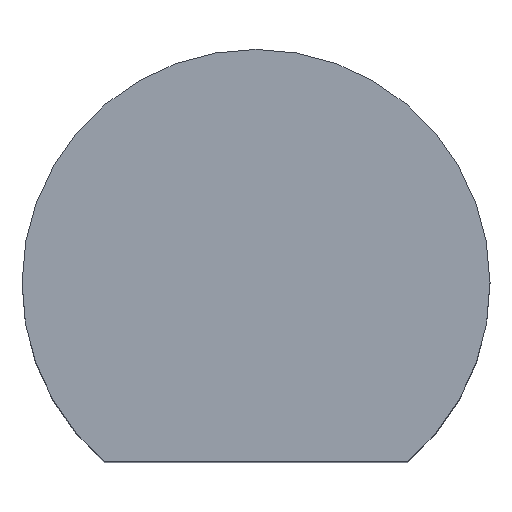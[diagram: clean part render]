
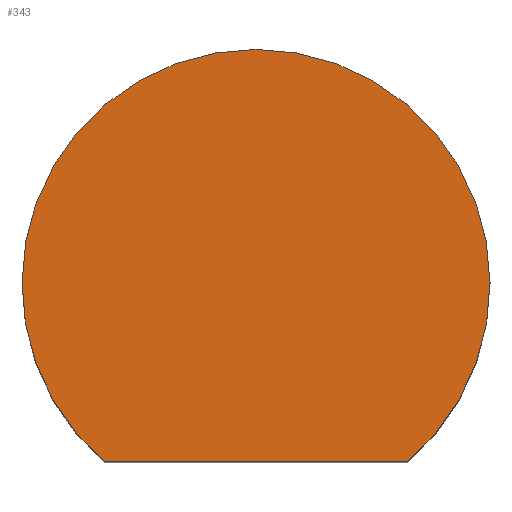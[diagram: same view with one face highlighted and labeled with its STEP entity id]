
A CAD part, top view. The second image highlights one B-rep face of the part: STEP entity #343.
In plain terms, the highlighted planar face has unit normal (0, 0, 1).
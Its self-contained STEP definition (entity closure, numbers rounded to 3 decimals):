
#16=CIRCLE('',#378,2.625);
#48=FACE_OUTER_BOUND('',#68,.T.);
#68=EDGE_LOOP('',(#294,#295));
#111=LINE('',#556,#151);
#151=VECTOR('',#463,10.);
#178=VERTEX_POINT('',#549);
#179=VERTEX_POINT('',#551);
#218=EDGE_CURVE('',#179,#178,#16,.T.);
#221=EDGE_CURVE('',#178,#179,#111,.T.);
#294=ORIENTED_EDGE('',*,*,#221,.T.);
#295=ORIENTED_EDGE('',*,*,#218,.T.);
#323=PLANE('',#380);
#343=ADVANCED_FACE('',(#48),#323,.T.);
#378=AXIS2_PLACEMENT_3D('',#552,#457,#458);
#380=AXIS2_PLACEMENT_3D('',#557,#464,#465);
#457=DIRECTION('center_axis',(0.,0.,1.));
#458=DIRECTION('ref_axis',(0.648,-0.762,0.));
#463=DIRECTION('',(1.,0.,0.));
#464=DIRECTION('center_axis',(0.,0.,1.));
#465=DIRECTION('ref_axis',(1.,0.,0.));
#549=CARTESIAN_POINT('',(-1.7,0.,5.2));
#551=CARTESIAN_POINT('',(1.7,0.,5.2));
#552=CARTESIAN_POINT('Origin',(0.,2.,5.2));
#556=CARTESIAN_POINT('',(0.,0.,5.2));
#557=CARTESIAN_POINT('Origin',(0.,2.312,5.2));
